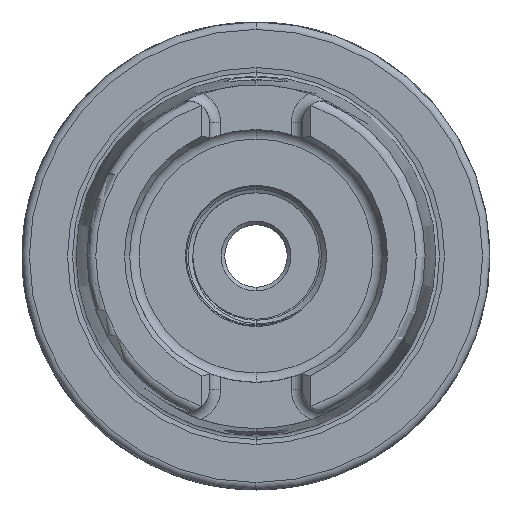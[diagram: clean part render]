
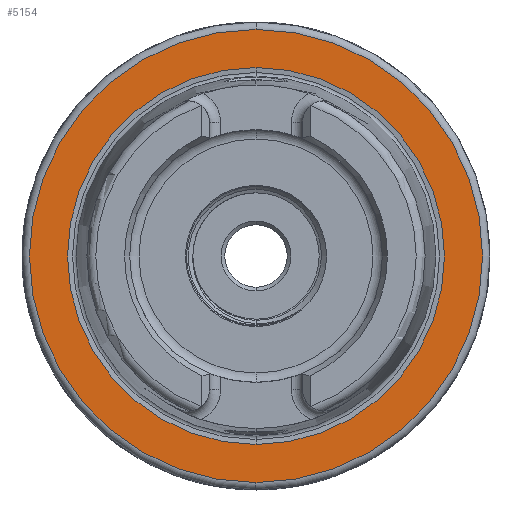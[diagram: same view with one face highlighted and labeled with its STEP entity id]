
A CAD part, left-side view. The second image highlights one B-rep face of the part: STEP entity #5154.
In plain terms, the highlighted planar face has unit normal (-1, 0, 0).
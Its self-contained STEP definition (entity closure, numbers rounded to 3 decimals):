
#335 = VERTEX_POINT ( 'NONE', #23138 ) ;
#350 = VERTEX_POINT ( 'NONE', #23089 ) ;
#353 = VERTEX_POINT ( 'NONE', #23124 ) ;
#360 = VERTEX_POINT ( 'NONE', #23108 ) ;
#681 = ORIENTED_EDGE ( 'NONE', *, *, #26201, .T. ) ;
#708 = ORIENTED_EDGE ( 'NONE', *, *, #26622, .T. ) ;
#734 = ORIENTED_EDGE ( 'NONE', *, *, #26630, .T. ) ;
#742 = ORIENTED_EDGE ( 'NONE', *, *, #26179, .T. ) ;
#4805 = CIRCLE ( 'NONE', #26162, 25.369 ) ;
#4818 = CIRCLE ( 'NONE', #26165, 30.5 ) ;
#5154 = ADVANCED_FACE ( 'NONE', ( #28774, #28811 ), #23423, .T. ) ;
#5672 = DIRECTION ( 'NONE',  ( 0., 0., 1. ) ) ;
#5684 = DIRECTION ( 'NONE',  ( -1., 0., 0. ) ) ;
#5713 = CARTESIAN_POINT ( 'NONE',  ( 0., 0., 0. ) ) ;
#20451 = CARTESIAN_POINT ( 'NONE',  ( 0., 0., 0. ) ) ;
#20459 = CARTESIAN_POINT ( 'NONE',  ( 0., 0., 0. ) ) ;
#20460 = DIRECTION ( 'NONE',  ( 0., 0., 1. ) ) ;
#20463 = DIRECTION ( 'NONE',  ( 0., 0., -1. ) ) ;
#20467 = DIRECTION ( 'NONE',  ( 1., 0., 0. ) ) ;
#20468 = DIRECTION ( 'NONE',  ( -1., 0., 0. ) ) ;
#22289 = DIRECTION ( 'NONE',  ( 1., 0., 0. ) ) ;
#22296 = DIRECTION ( 'NONE',  ( 0., 0., -1. ) ) ;
#22325 = CARTESIAN_POINT ( 'NONE',  ( 0., 0., 0. ) ) ;
#23089 = CARTESIAN_POINT ( 'NONE',  ( 0., 0., -25.369 ) ) ;
#23108 = CARTESIAN_POINT ( 'NONE',  ( 0., 0., 30.5 ) ) ;
#23124 = CARTESIAN_POINT ( 'NONE',  ( 0., 0., -30.5 ) ) ;
#23138 = CARTESIAN_POINT ( 'NONE',  ( 0., 0., 25.369 ) ) ;
#23386 = CARTESIAN_POINT ( 'NONE',  ( 0., 25.369, 0. ) ) ;
#23390 = DIRECTION ( 'NONE',  ( 0., 0., 1. ) ) ;
#23395 = DIRECTION ( 'NONE',  ( -1., 0., 0. ) ) ;
#23423 = PLANE ( 'NONE',  #25259 ) ;
#25259 = AXIS2_PLACEMENT_3D ( 'NONE', #23386, #23395, #23390 ) ;
#26048 = AXIS2_PLACEMENT_3D ( 'NONE', #5713, #5684, #5672 ) ;
#26050 = AXIS2_PLACEMENT_3D ( 'NONE', #22325, #22289, #22296 ) ;
#26162 = AXIS2_PLACEMENT_3D ( 'NONE', #20451, #20467, #20463 ) ;
#26165 = AXIS2_PLACEMENT_3D ( 'NONE', #20459, #20468, #20460 ) ;
#26179 = EDGE_CURVE ( 'NONE', #350, #335, #28261, .T. ) ;
#26201 = EDGE_CURVE ( 'NONE', #353, #360, #28272, .T. ) ;
#26622 = EDGE_CURVE ( 'NONE', #360, #353, #4818, .T. ) ;
#26630 = EDGE_CURVE ( 'NONE', #335, #350, #4805, .T. ) ;
#28261 = CIRCLE ( 'NONE', #26050, 25.369 ) ;
#28272 = CIRCLE ( 'NONE', #26048, 30.5 ) ;
#28578 = EDGE_LOOP ( 'NONE', ( #734, #742 ) ) ;
#28607 = EDGE_LOOP ( 'NONE', ( #708, #681 ) ) ;
#28774 = FACE_OUTER_BOUND ( 'NONE', #28607, .T. ) ;
#28811 = FACE_BOUND ( 'NONE', #28578, .T. ) ;
